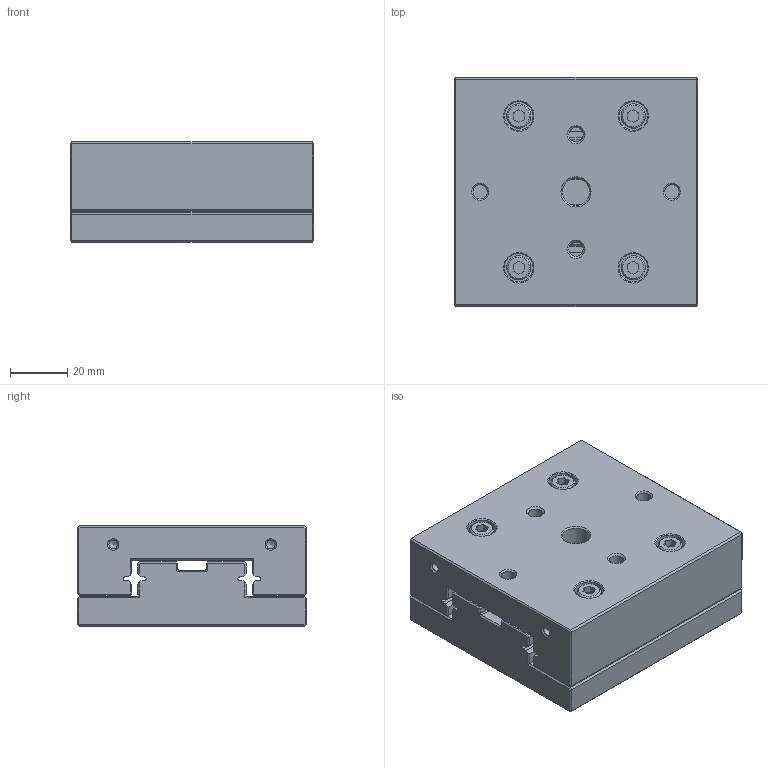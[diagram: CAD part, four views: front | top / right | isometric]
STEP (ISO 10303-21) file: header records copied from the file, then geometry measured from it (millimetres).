
FILE_DESCRIPTION(/* description */ (''),/* implementation_level */ '2;1');
FILE_NAME(/* name */ 'RT-4080_A.stp',/* time_stamp */ '2012-05-22T13:05:36+02:00',/* author */ (''),/* organization */ (''),/* preprocessor_version */ 'ST-DEVELOPER v11',/* originating_system */ 'SIEMENS PLM Software NX 7.5',/* authorisation */ '');
FILE_SCHEMA (('AUTOMOTIVE_DESIGN { 1 0 10303 214 1 1 1 1 }'));
Length unit declared in the file: millimetre
Products named in the file (1): 015383_A
Bounding box: 85 x 80 x 35 mm (x, y, z)
Volume: 221148.4 mm3; surface area: 48263.2 mm2
Topology: 2 solids, 2 shells, 428 faces, 1021 edges, 643 vertices
Faces by surface type: plane 316, cone 45, cylinder 41, extrusion 26
Full cylindrical faces by diameter (mm): 3 x4, 5 x6, 5.5 x4, 8.5 x8, 9.5 x1, 10 x12
Entity records: 12595 total; most frequent: CARTESIAN_POINT 3269, ORIENTED_EDGE 1854, DIRECTION 1688, EDGE_CURVE 927, VECTOR 632, VERTEX_POINT 629, LINE 606, EDGE_LOOP 568
